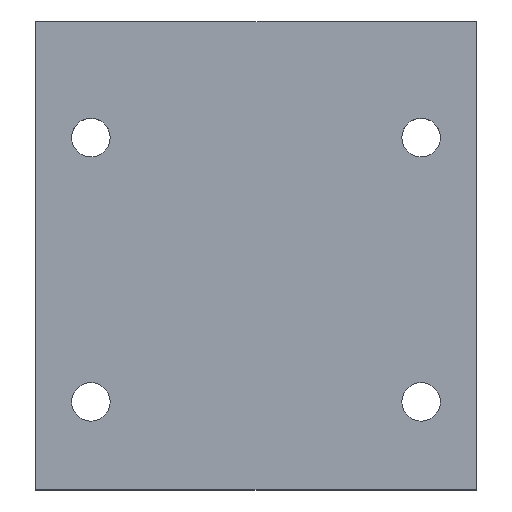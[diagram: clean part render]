
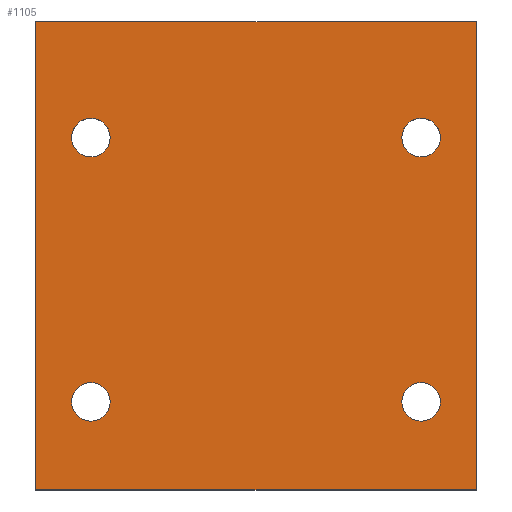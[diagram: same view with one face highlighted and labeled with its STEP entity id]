
A CAD part, top view. The second image highlights one B-rep face of the part: STEP entity #1105.
In plain terms, the highlighted planar face has unit normal (0, 0, 1).
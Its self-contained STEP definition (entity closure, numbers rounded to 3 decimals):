
#1 = DIRECTION ( 'NONE',  ( -1., 0., 0. ) ) ;
#9 = DIRECTION ( 'NONE',  ( 0., 0., -1. ) ) ;
#10 = CARTESIAN_POINT ( 'NONE',  ( 20., -39.5, 26.605 ) ) ;
#20 = EDGE_LOOP ( 'NONE', ( #405, #1145 ) ) ;
#28 = CARTESIAN_POINT ( 'NONE',  ( -20., 3., 26.605 ) ) ;
#39 = ORIENTED_EDGE ( 'NONE', *, *, #882, .T. ) ;
#41 = CARTESIAN_POINT ( 'NONE',  ( 20., 3., 26.605 ) ) ;
#44 = AXIS2_PLACEMENT_3D ( 'NONE', #889, #9, #703 ) ;
#45 = VERTEX_POINT ( 'NONE', #716 ) ;
#49 = EDGE_LOOP ( 'NONE', ( #76, #819, #1023, #1092 ) ) ;
#63 = EDGE_CURVE ( 'NONE', #1120, #502, #538, .T. ) ;
#76 = ORIENTED_EDGE ( 'NONE', *, *, #476, .T. ) ;
#119 = CARTESIAN_POINT ( 'NONE',  ( 15., -7.5, 26.605 ) ) ;
#155 = DIRECTION ( 'NONE',  ( -1., 0., 0. ) ) ;
#163 = FACE_OUTER_BOUND ( 'NONE', #49, .T. ) ;
#179 = CARTESIAN_POINT ( 'NONE',  ( 20., 3., 26.605 ) ) ;
#204 = CARTESIAN_POINT ( 'NONE',  ( -13.25, -7.5, 26.605 ) ) ;
#214 = ORIENTED_EDGE ( 'NONE', *, *, #1235, .T. ) ;
#225 = CARTESIAN_POINT ( 'NONE',  ( -15., -31.5, 26.605 ) ) ;
#242 = VECTOR ( 'NONE', #1146, 1000. ) ;
#243 = VERTEX_POINT ( 'NONE', #266 ) ;
#245 = DIRECTION ( 'NONE',  ( -1., 0., 0. ) ) ;
#246 = CIRCLE ( 'NONE', #304, 1.75 ) ;
#257 = VECTOR ( 'NONE', #393, 1000. ) ;
#266 = CARTESIAN_POINT ( 'NONE',  ( 13.25, -31.5, 26.605 ) ) ;
#289 = LINE ( 'NONE', #179, #242 ) ;
#293 = DIRECTION ( 'NONE',  ( 0., 0., -1. ) ) ;
#300 = CARTESIAN_POINT ( 'NONE',  ( 13.25, -7.5, 26.605 ) ) ;
#303 = VERTEX_POINT ( 'NONE', #582 ) ;
#304 = AXIS2_PLACEMENT_3D ( 'NONE', #627, #1111, #245 ) ;
#321 = VERTEX_POINT ( 'NONE', #300 ) ;
#328 = DIRECTION ( 'NONE',  ( 0., 0., -1. ) ) ;
#336 = EDGE_CURVE ( 'NONE', #321, #844, #433, .T. ) ;
#339 = CARTESIAN_POINT ( 'NONE',  ( -15., -7.5, 26.605 ) ) ;
#356 = CARTESIAN_POINT ( 'NONE',  ( -16.75, -31.5, 26.605 ) ) ;
#359 = CIRCLE ( 'NONE', #1016, 1.75 ) ;
#389 = DIRECTION ( 'NONE',  ( -1., 0., 0. ) ) ;
#393 = DIRECTION ( 'NONE',  ( -1., 0., 0. ) ) ;
#405 = ORIENTED_EDGE ( 'NONE', *, *, #336, .T. ) ;
#433 = CIRCLE ( 'NONE', #653, 1.75 ) ;
#437 = CARTESIAN_POINT ( 'NONE',  ( -13.25, -31.5, 26.605 ) ) ;
#440 = CIRCLE ( 'NONE', #581, 1.75 ) ;
#441 = EDGE_CURVE ( 'NONE', #243, #802, #695, .T. ) ;
#444 = DIRECTION ( 'NONE',  ( 0., -1., 0. ) ) ;
#476 = EDGE_CURVE ( 'NONE', #1120, #45, #687, .T. ) ;
#486 = EDGE_CURVE ( 'NONE', #574, #1154, #246, .T. ) ;
#502 = VERTEX_POINT ( 'NONE', #41 ) ;
#518 = DIRECTION ( 'NONE',  ( -1., 0., 0. ) ) ;
#534 = DIRECTION ( 'NONE',  ( 1., 0., 0. ) ) ;
#538 = LINE ( 'NONE', #1098, #678 ) ;
#544 = FACE_BOUND ( 'NONE', #943, .T. ) ;
#547 = ORIENTED_EDGE ( 'NONE', *, *, #486, .T. ) ;
#555 = CARTESIAN_POINT ( 'NONE',  ( -15., -7.5, 26.605 ) ) ;
#574 = VERTEX_POINT ( 'NONE', #437 ) ;
#581 = AXIS2_PLACEMENT_3D ( 'NONE', #555, #752, #956 ) ;
#582 = CARTESIAN_POINT ( 'NONE',  ( 20., -39.5, 26.605 ) ) ;
#587 = CARTESIAN_POINT ( 'NONE',  ( 15., -7.5, 26.605 ) ) ;
#606 = ORIENTED_EDGE ( 'NONE', *, *, #806, .T. ) ;
#621 = CARTESIAN_POINT ( 'NONE',  ( 16.75, -7.5, 26.605 ) ) ;
#625 = ORIENTED_EDGE ( 'NONE', *, *, #1028, .T. ) ;
#627 = CARTESIAN_POINT ( 'NONE',  ( -15., -31.5, 26.605 ) ) ;
#633 = DIRECTION ( 'NONE',  ( 0., 0., -1. ) ) ;
#653 = AXIS2_PLACEMENT_3D ( 'NONE', #587, #293, #877 ) ;
#664 = DIRECTION ( 'NONE',  ( 0., 0., -1. ) ) ;
#673 = CARTESIAN_POINT ( 'NONE',  ( 15., -31.5, 26.605 ) ) ;
#678 = VECTOR ( 'NONE', #534, 1000. ) ;
#686 = AXIS2_PLACEMENT_3D ( 'NONE', #673, #664, #1 ) ;
#687 = LINE ( 'NONE', #1096, #800 ) ;
#695 = CIRCLE ( 'NONE', #44, 1.75 ) ;
#703 = DIRECTION ( 'NONE',  ( -1., 0., 0. ) ) ;
#716 = CARTESIAN_POINT ( 'NONE',  ( -20., -39.5, 26.605 ) ) ;
#730 = DIRECTION ( 'NONE',  ( 0., 0., -1. ) ) ;
#743 = DIRECTION ( 'NONE',  ( -1., 0., 0. ) ) ;
#752 = DIRECTION ( 'NONE',  ( 0., 0., -1. ) ) ;
#754 = AXIS2_PLACEMENT_3D ( 'NONE', #119, #1187, #518 ) ;
#800 = VECTOR ( 'NONE', #444, 1000. ) ;
#802 = VERTEX_POINT ( 'NONE', #1197 ) ;
#806 = EDGE_CURVE ( 'NONE', #1154, #574, #359, .T. ) ;
#807 = VERTEX_POINT ( 'NONE', #907 ) ;
#814 = CARTESIAN_POINT ( 'NONE',  ( -20., 3., 26.605 ) ) ;
#819 = ORIENTED_EDGE ( 'NONE', *, *, #1012, .F. ) ;
#838 = ORIENTED_EDGE ( 'NONE', *, *, #441, .T. ) ;
#844 = VERTEX_POINT ( 'NONE', #621 ) ;
#846 = EDGE_CURVE ( 'NONE', #844, #321, #1229, .T. ) ;
#858 = FACE_BOUND ( 'NONE', #1217, .T. ) ;
#860 = CIRCLE ( 'NONE', #981, 1.75 ) ;
#877 = DIRECTION ( 'NONE',  ( -1., 0., 0. ) ) ;
#882 = EDGE_CURVE ( 'NONE', #807, #937, #860, .T. ) ;
#889 = CARTESIAN_POINT ( 'NONE',  ( 15., -31.5, 26.605 ) ) ;
#892 = LINE ( 'NONE', #10, #257 ) ;
#907 = CARTESIAN_POINT ( 'NONE',  ( -16.75, -7.5, 26.605 ) ) ;
#937 = VERTEX_POINT ( 'NONE', #204 ) ;
#943 = EDGE_LOOP ( 'NONE', ( #606, #547 ) ) ;
#956 = DIRECTION ( 'NONE',  ( -1., 0., 0. ) ) ;
#981 = AXIS2_PLACEMENT_3D ( 'NONE', #339, #730, #155 ) ;
#1012 = EDGE_CURVE ( 'NONE', #303, #45, #892, .T. ) ;
#1016 = AXIS2_PLACEMENT_3D ( 'NONE', #225, #328, #389 ) ;
#1023 = ORIENTED_EDGE ( 'NONE', *, *, #1227, .F. ) ;
#1028 = EDGE_CURVE ( 'NONE', #937, #807, #440, .T. ) ;
#1040 = FACE_BOUND ( 'NONE', #20, .T. ) ;
#1073 = CIRCLE ( 'NONE', #686, 1.75 ) ;
#1087 = AXIS2_PLACEMENT_3D ( 'NONE', #28, #633, #743 ) ;
#1092 = ORIENTED_EDGE ( 'NONE', *, *, #63, .F. ) ;
#1096 = CARTESIAN_POINT ( 'NONE',  ( -20., 3., 26.605 ) ) ;
#1098 = CARTESIAN_POINT ( 'NONE',  ( -20., 3., 26.605 ) ) ;
#1105 = ADVANCED_FACE ( 'NONE', ( #1040, #858, #544, #1230, #163 ), #1126, .F. ) ;
#1111 = DIRECTION ( 'NONE',  ( 0., 0., -1. ) ) ;
#1120 = VERTEX_POINT ( 'NONE', #814 ) ;
#1126 = PLANE ( 'NONE',  #1087 ) ;
#1145 = ORIENTED_EDGE ( 'NONE', *, *, #846, .T. ) ;
#1146 = DIRECTION ( 'NONE',  ( 0., -1., 0. ) ) ;
#1154 = VERTEX_POINT ( 'NONE', #356 ) ;
#1187 = DIRECTION ( 'NONE',  ( 0., 0., -1. ) ) ;
#1197 = CARTESIAN_POINT ( 'NONE',  ( 16.75, -31.5, 26.605 ) ) ;
#1217 = EDGE_LOOP ( 'NONE', ( #39, #625 ) ) ;
#1227 = EDGE_CURVE ( 'NONE', #502, #303, #289, .T. ) ;
#1228 = EDGE_LOOP ( 'NONE', ( #838, #214 ) ) ;
#1229 = CIRCLE ( 'NONE', #754, 1.75 ) ;
#1230 = FACE_BOUND ( 'NONE', #1228, .T. ) ;
#1235 = EDGE_CURVE ( 'NONE', #802, #243, #1073, .T. ) ;
